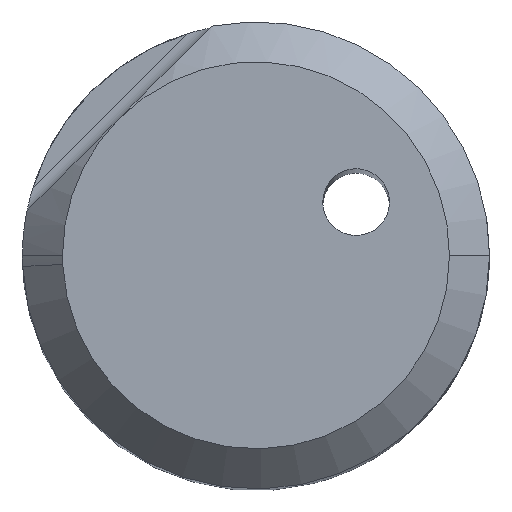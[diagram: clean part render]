
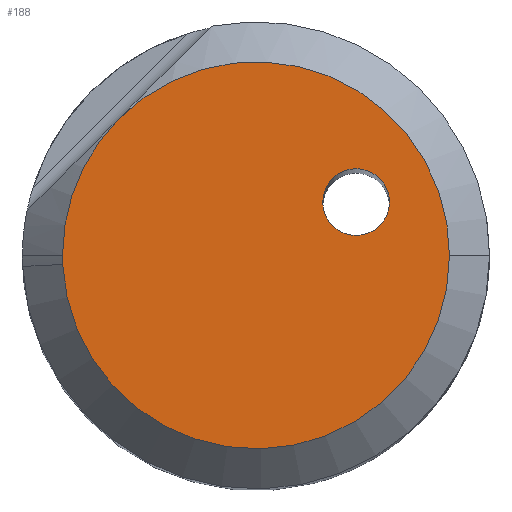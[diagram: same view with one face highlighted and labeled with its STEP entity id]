
A CAD part, top view. The second image highlights one B-rep face of the part: STEP entity #188.
In plain terms, the highlighted planar face has unit normal (0, 0, 1).
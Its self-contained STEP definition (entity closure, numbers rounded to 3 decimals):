
#97=AXIS2_PLACEMENT_3D('Circle Axis2P3D',#95,#96,$) ;
#143=AXIS2_PLACEMENT_3D('Plane Axis2P3D',#140,#141,#142) ;
#147=AXIS2_PLACEMENT_3D('Circle Axis2P3D',#145,#146,$) ;
#154=AXIS2_PLACEMENT_3D('Circle Axis2P3D',#152,#153,$) ;
#161=AXIS2_PLACEMENT_3D('Circle Axis2P3D',#159,#160,$) ;
#172=AXIS2_PLACEMENT_3D('Circle Axis2P3D',#170,#171,$) ;
#181=AXIS2_PLACEMENT_3D('Circle Axis2P3D',#179,#180,$) ;
#95=CARTESIAN_POINT('Axis2P3D Location',(0.,0.,0.)) ;
#99=CARTESIAN_POINT('Vertex',(-2.051,2.051,0.)) ;
#101=CARTESIAN_POINT('Vertex',(2.9,0.,0.)) ;
#140=CARTESIAN_POINT('Axis2P3D Location',(2.6,0.,0.)) ;
#145=CARTESIAN_POINT('Axis2P3D Location',(0.,0.,0.)) ;
#149=CARTESIAN_POINT('Vertex',(-2.9,0.,0.)) ;
#152=CARTESIAN_POINT('Axis2P3D Location',(0.,0.,0.)) ;
#156=CARTESIAN_POINT('Vertex',(-2.897,-0.137,0.)) ;
#159=CARTESIAN_POINT('Axis2P3D Location',(0.,0.,0.)) ;
#170=CARTESIAN_POINT('Axis2P3D Location',(1.501,0.798,0.)) ;
#174=CARTESIAN_POINT('Vertex',(1.057,1.029,0.)) ;
#176=CARTESIAN_POINT('Vertex',(1.945,0.568,0.)) ;
#179=CARTESIAN_POINT('Axis2P3D Location',(1.501,0.798,0.)) ;
#96=DIRECTION('Axis2P3D Direction',(0.,0.,-1.)) ;
#141=DIRECTION('Axis2P3D Direction',(0.,0.,-1.)) ;
#142=DIRECTION('Axis2P3D XDirection',(-1.,0.,0.)) ;
#146=DIRECTION('Axis2P3D Direction',(0.,0.,-1.)) ;
#153=DIRECTION('Axis2P3D Direction',(0.,0.,-1.)) ;
#160=DIRECTION('Axis2P3D Direction',(0.,0.,-1.)) ;
#171=DIRECTION('Axis2P3D Direction',(0.,0.,-1.)) ;
#180=DIRECTION('Axis2P3D Direction',(0.,0.,-1.)) ;
#165=ORIENTED_EDGE('',*,*,#103,.F.) ;
#166=ORIENTED_EDGE('',*,*,#151,.F.) ;
#167=ORIENTED_EDGE('',*,*,#158,.F.) ;
#168=ORIENTED_EDGE('',*,*,#163,.F.) ;
#185=ORIENTED_EDGE('',*,*,#178,.T.) ;
#186=ORIENTED_EDGE('',*,*,#183,.T.) ;
#187=FACE_BOUND('',#184,.T.) ;
#188=ADVANCED_FACE('NOCUT',(#169,#187),#144,.F.) ;
#98=CIRCLE('generated circle',#97,2.9) ;
#148=CIRCLE('generated circle',#147,2.9) ;
#155=CIRCLE('generated circle',#154,2.9) ;
#162=CIRCLE('generated circle',#161,2.9) ;
#173=CIRCLE('generated circle',#172,0.5) ;
#182=CIRCLE('generated circle',#181,0.5) ;
#103=EDGE_CURVE('',#100,#102,#98,.T.) ;
#151=EDGE_CURVE('',#150,#100,#148,.T.) ;
#158=EDGE_CURVE('',#157,#150,#155,.T.) ;
#163=EDGE_CURVE('',#102,#157,#162,.T.) ;
#178=EDGE_CURVE('',#175,#177,#173,.T.) ;
#183=EDGE_CURVE('',#177,#175,#182,.T.) ;
#164=EDGE_LOOP('',(#165,#166,#167,#168)) ;
#184=EDGE_LOOP('',(#185,#186)) ;
#169=FACE_OUTER_BOUND('',#164,.T.) ;
#144=PLANE('',#143) ;
#100=VERTEX_POINT('',#99) ;
#102=VERTEX_POINT('',#101) ;
#150=VERTEX_POINT('',#149) ;
#157=VERTEX_POINT('',#156) ;
#175=VERTEX_POINT('',#174) ;
#177=VERTEX_POINT('',#176) ;
